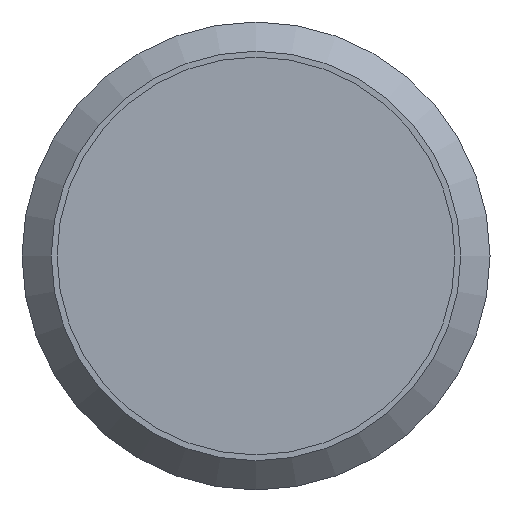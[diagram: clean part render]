
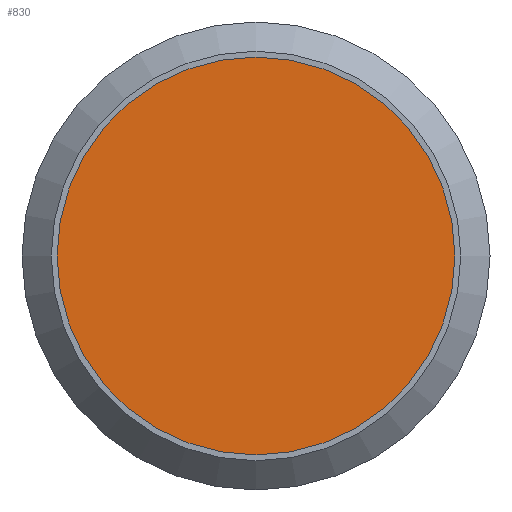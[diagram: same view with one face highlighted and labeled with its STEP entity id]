
A CAD part, front view. The second image highlights one B-rep face of the part: STEP entity #830.
In plain terms, the highlighted planar face has unit normal (0, -1, 0).
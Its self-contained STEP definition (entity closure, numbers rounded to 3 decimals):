
#31=PLANE('',#906);
#60=FACE_OUTER_BOUND('',#110,.T.);
#110=EDGE_LOOP('',(#545));
#158=CIRCLE('',#898,5.1);
#331=VERTEX_POINT('',#1357);
#411=EDGE_CURVE('',#331,#331,#158,.T.);
#545=ORIENTED_EDGE('',*,*,#411,.T.);
#830=ADVANCED_FACE('',(#60),#31,.T.);
#898=AXIS2_PLACEMENT_3D('',#1358,#1016,#1017);
#906=AXIS2_PLACEMENT_3D('',#1372,#1034,#1035);
#1016=DIRECTION('center_axis',(0.,-1.,0.));
#1017=DIRECTION('ref_axis',(1.,0.,0.));
#1034=DIRECTION('center_axis',(0.,-1.,0.));
#1035=DIRECTION('ref_axis',(0.,0.,-1.));
#1357=CARTESIAN_POINT('',(-5.1,-5.8,0.));
#1358=CARTESIAN_POINT('Origin',(0.,-5.8,0.));
#1372=CARTESIAN_POINT('Origin',(2.55,-5.8,0.));
